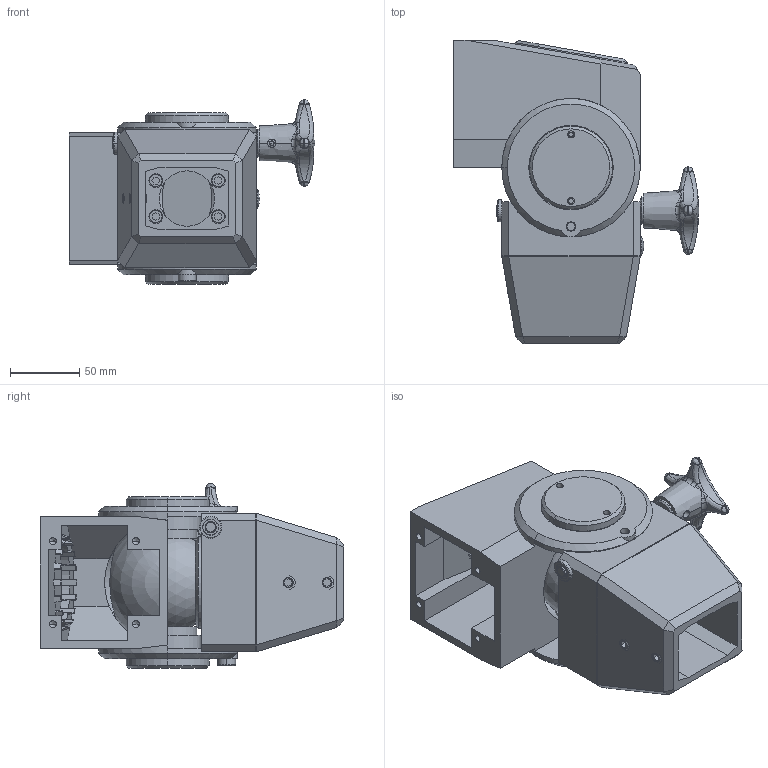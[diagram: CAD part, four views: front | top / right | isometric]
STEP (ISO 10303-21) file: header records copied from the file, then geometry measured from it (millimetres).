
FILE_DESCRIPTION((''),'2;1');
FILE_NAME('PANEL-DN-KUPPLUNG-S_ASM','2010-07-26T',('M.Fehring'),(''),'PRO/ENGINEER BY PARAMETRIC TECHNOLOGY CORPORATION, 2005070','PRO/ENGINEER BY PARAMETRIC TECHNOLOGY CORPORATION, 2005070','');
FILE_SCHEMA(('AUTOMOTIVE_DESIGN_CC2 { 1 2 10303 214 -1 1 5 2 }'));
Length unit declared in the file: millimetre
Products named in the file (20): PANEL-DNK-OBERTEIL; DN-KUGEL; DN-PANEL-LAGERRING; DN-UNTERTEIL_; DN-DECKEL; DN-KULISSENSTEIN; DN-PASSSTUECK; DN-SCHEIBE; SICHERUNGSSCHEIBE; SCHEIBE-B; DN-SPINDEL; 9251055000_001; 9251055000_002; DN-KREUZGRIFF_ASM; I-SKT-SCHRAUBE; ABDECKKAPPE; ABDECKUNG_2; DN-ZAPFENSCHRAUBE; GEWINDESTIFTM10X12; PANEL-DN-KUPPLUNG-S_ASM
Assembly tree (24 placements, depth 3):
  PANEL-DN-KUPPLUNG-S_ASM
    PANEL-DNK-OBERTEIL
    DN-KUGEL
    DN-PANEL-LAGERRING
    DN-UNTERTEIL_
    DN-DECKEL  x2
    DN-KULISSENSTEIN
    DN-PASSSTUECK
    DN-SCHEIBE
    SICHERUNGSSCHEIBE
    SCHEIBE-B
    DN-SPINDEL
    DN-KREUZGRIFF_ASM
      9251055000_001
      9251055000_002
    I-SKT-SCHRAUBE  x4
    ABDECKKAPPE
    ABDECKUNG_2
    DN-ZAPFENSCHRAUBE
    GEWINDESTIFTM10X12  x2
Bounding box: 177.2 x 219 x 133.5 mm (x, y, z)
Volume: 1350149 mm3; surface area: 292701.9 mm2
Topology: 23 solids, 23 shells, 930 faces, 2260 edges, 1387 vertices
Faces by surface type: plane 406, cylinder 269, cone 104, bspline 102, torus 28, sphere 19, extrusion 2
Entity records: 39605 total; most frequent: CARTESIAN_POINT 13566, ORIENTED_EDGE 4100, DIRECTION 4059, EDGE_CURVE 2050, PRESENTATION_STYLE_ASSIGNMENT 1996, STYLED_ITEM 1996, CURVE_STYLE 1980, AXIS2_PLACEMENT_3D 1493
